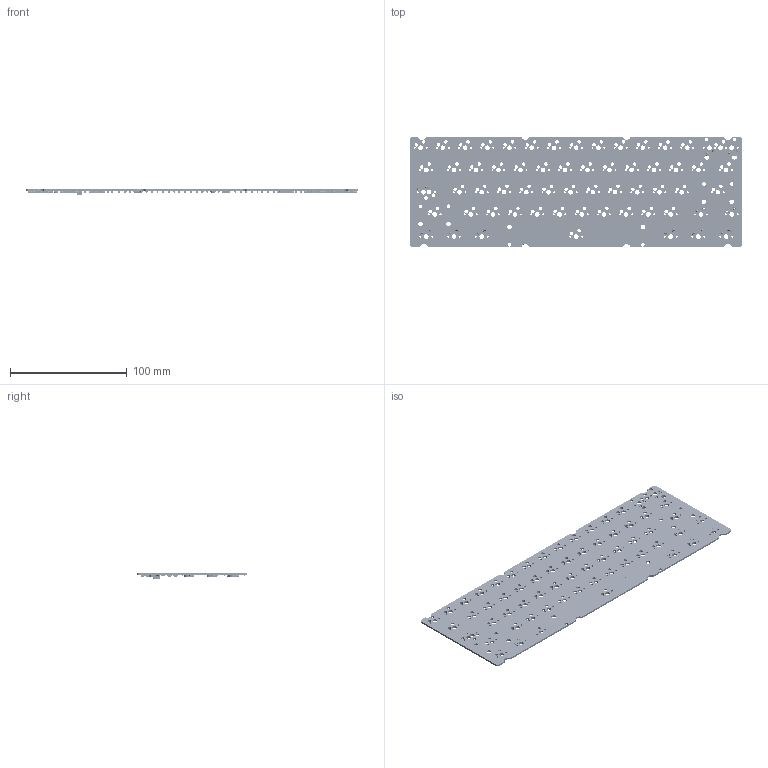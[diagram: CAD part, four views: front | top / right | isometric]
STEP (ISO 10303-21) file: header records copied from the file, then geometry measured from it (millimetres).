
FILE_DESCRIPTION(('KiCad electronic assembly'),'2;1');
FILE_NAME('Ellipse_hotswap_pcb.step','2022-10-05T20:28:07',('Pcbnew'),( 'Kicad'),'Open CASCADE STEP processor 7.6','KiCad to STEP converter' ,'Unknown');
FILE_SCHEMA(('AUTOMOTIVE_DESIGN { 1 0 10303 214 1 1 1 1 }'));
Length unit declared in the file: millimetre
Products named in the file (24): Ellipse_hotswap_pcb 1; Kailh_Hotswap_MX; COMPOUND; SW_SPDT_PCM12; SOLID; C_0603_1608Metric; D_SOD-123F; R_0603_1608Metric; SOT-23-6; SOT-23-5; LQFP-48_7x7mm_P0.5mm; Fuse_1206_3216Metric; SW_SPST_TL3342; SM04B-SRSS-TB; _autosave-ellipse_hs PCB
Assembly tree (103 placements, depth 3):
  Ellipse_hotswap_pcb 1
    Kailh_Hotswap_MX  x11
      COMPOUND
    SW_SPDT_PCM12
      SOLID
    C_0603_1608Metric  x9
      SOLID
    D_SOD-123F  x63
      SOLID
    R_0603_1608Metric
      SOLID
    SOT-23-6
      SOLID
    SOT-23-5
      SOLID
    LQFP-48_7x7mm_P0.5mm
      SOLID
    Fuse_1206_3216Metric
      SOLID
    SW_SPST_TL3342
      SOLID
    SM04B-SRSS-TB
      SOLID
    _autosave-ellipse_hs PCB
Bounding box: 284.7 x 94.2 x 4.5 mm (x, y, z)
Volume: 40803.4 mm3; surface area: 60561.3 mm2
Topology: 147 solids, 148 shells, 15334 faces, 35589 edges, 20846 vertices
Faces by surface type: bspline 14920, cylinder 352, extrusion 40, plane 22
Full cylindrical faces by diameter (mm): 0.3 x12, 0.9 x2, 1.75 x122, 3 x127, 3.048 x8, 3.988 x71
Entity records: 207794 total; most frequent: CARTESIAN_POINT 87857, B_SPLINE_CURVE_WITH_KNOTS 17145, ORIENTED_EDGE 15266, PCURVE 15266, DEFINITIONAL_REPRESENTATION 15266, EDGE_CURVE 7633, SURFACE_CURVE 7253, DIRECTION 5236
